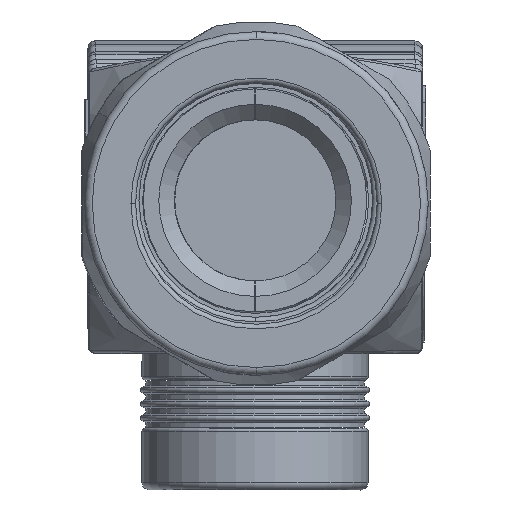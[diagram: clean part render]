
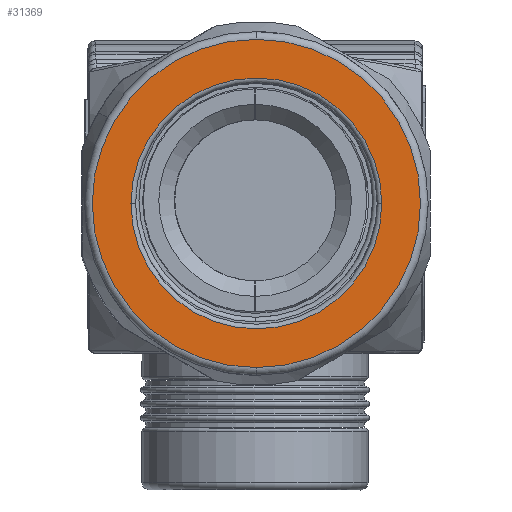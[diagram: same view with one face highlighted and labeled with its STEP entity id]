
A CAD part, front view. The second image highlights one B-rep face of the part: STEP entity #31369.
In plain terms, the highlighted planar face has unit normal (0.001, -1, 0).
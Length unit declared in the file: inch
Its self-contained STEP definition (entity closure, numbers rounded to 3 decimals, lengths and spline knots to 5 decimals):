
#30012=CARTESIAN_POINT('',(0.0033,-2.82283,
-0.19685));
#30013=DIRECTION('',(0.001,-1.,0.));
#30014=DIRECTION('',(0.,0.,1.));
#30015=AXIS2_PLACEMENT_3D('',#30012,#30013,#30014);
#30017=CARTESIAN_POINT('',(0.0033,-2.82283,
-0.19685));
#30018=DIRECTION('',(0.001,-1.,0.));
#30019=DIRECTION('',(0.,0.,-1.));
#30020=AXIS2_PLACEMENT_3D('',#30017,#30018,#30019);
#30022=CARTESIAN_POINT('',(0.0033,-2.82283,
-0.19685));
#30023=DIRECTION('',(-0.001,1.,0.));
#30024=DIRECTION('',(-1.,-0.001,0.));
#30025=AXIS2_PLACEMENT_3D('',#30022,#30023,#30024);
#30027=CARTESIAN_POINT('',(0.0033,-2.82283,
-0.19685));
#30028=DIRECTION('',(-0.001,1.,0.));
#30029=DIRECTION('',(1.,0.001,0.));
#30030=AXIS2_PLACEMENT_3D('',#30027,#30028,#30029);
#30843=CARTESIAN_POINT('',(0.0033,-2.82283,
0.22047));
#30844=CARTESIAN_POINT('',(0.0033,-2.82283,
-0.61417));
#30845=VERTEX_POINT('',#30843);
#30846=VERTEX_POINT('',#30844);
#30853=CARTESIAN_POINT('',(-0.3156,-2.82324,
-0.19685));
#30854=CARTESIAN_POINT('',(0.32219,-2.82242,
-0.19685));
#30855=VERTEX_POINT('',#30853);
#30856=VERTEX_POINT('',#30854);
#31353=CARTESIAN_POINT('',(0.0033,-2.82283,
-0.19685));
#31354=DIRECTION('',(-0.001,1.,0.));
#31355=DIRECTION('',(0.,0.,-1.));
#31356=AXIS2_PLACEMENT_3D('',#31353,#31354,#31355);
#31357=PLANE('',#31356);
#31358=ORIENTED_EDGE('',*,*,#31343,.F.);
#31360=ORIENTED_EDGE('',*,*,#31359,.F.);
#31361=EDGE_LOOP('',(#31358,#31360));
#31362=FACE_OUTER_BOUND('',#31361,.F.);
#31364=ORIENTED_EDGE('',*,*,#31363,.F.);
#31366=ORIENTED_EDGE('',*,*,#31365,.F.);
#31367=EDGE_LOOP('',(#31364,#31366));
#31368=FACE_BOUND('',#31367,.F.);
#31369=ADVANCED_FACE('',(#31362,#31368),#31357,.F.);
#30016=CIRCLE('',#30015,0.41732);
#30021=CIRCLE('',#30020,0.41732);
#30026=CIRCLE('',#30025,0.3189);
#30031=CIRCLE('',#30030,0.3189);
#31343=EDGE_CURVE('',#30845,#30846,#30016,.T.);
#31359=EDGE_CURVE('',#30846,#30845,#30021,.T.);
#31363=EDGE_CURVE('',#30855,#30856,#30026,.T.);
#31365=EDGE_CURVE('',#30856,#30855,#30031,.T.);
